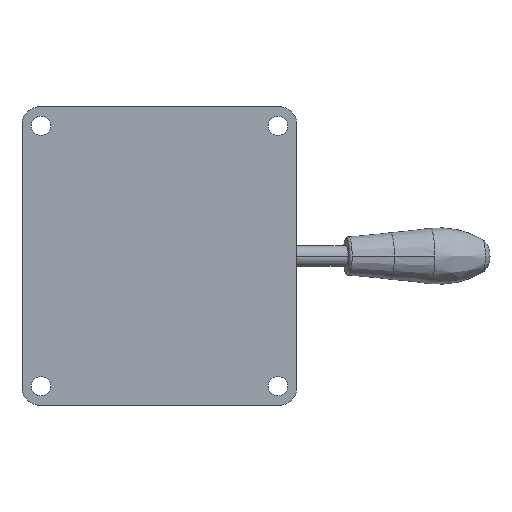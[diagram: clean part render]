
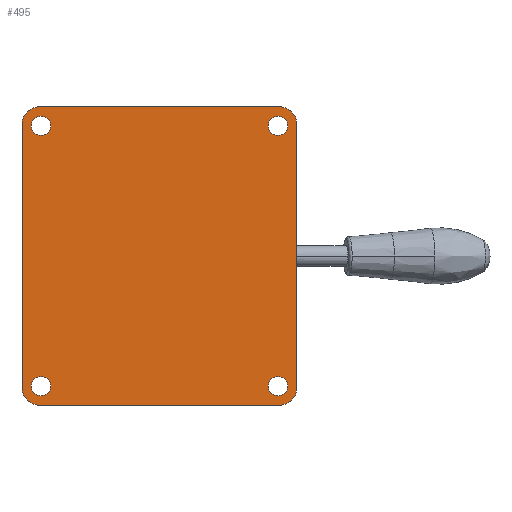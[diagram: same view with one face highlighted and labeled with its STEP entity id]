
A CAD part, front view. The second image highlights one B-rep face of the part: STEP entity #495.
In plain terms, the highlighted planar face has unit normal (0, -1, 0).
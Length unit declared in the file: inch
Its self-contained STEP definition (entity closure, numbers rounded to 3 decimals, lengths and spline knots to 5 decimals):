
#6 = FACE_OUTER_BOUND ( 'NONE', #4463, .T. ) ;
#51 = DIRECTION ( 'NONE',  ( 0., 0., -1. ) ) ;
#85 = CARTESIAN_POINT ( 'NONE',  ( -1.61417, 0., -1.77165 ) ) ;
#144 = CIRCLE ( 'NONE', #5926, 0.23622 ) ;
#169 = CARTESIAN_POINT ( 'NONE',  ( -1.61417, 0., 1.77165 ) ) ;
#170 = EDGE_CURVE ( 'NONE', #470, #4772, #965, .T. ) ;
#181 = FACE_BOUND ( 'NONE', #1615, .T. ) ;
#236 = CIRCLE ( 'NONE', #6039, 0.12992 ) ;
#290 = CARTESIAN_POINT ( 'NONE',  ( 1.61417, 0., -1.77165 ) ) ;
#291 = ORIENTED_EDGE ( 'NONE', *, *, #2851, .F. ) ;
#470 = VERTEX_POINT ( 'NONE', #1691 ) ;
#479 = VECTOR ( 'NONE', #796, 39.37008 ) ;
#483 = AXIS2_PLACEMENT_3D ( 'NONE', #3982, #3953, #3943 ) ;
#495 = ADVANCED_FACE ( 'NONE', ( #5891, #2988, #5721, #181, #6 ), #6600, .F. ) ;
#570 = ORIENTED_EDGE ( 'NONE', *, *, #4337, .F. ) ;
#581 = AXIS2_PLACEMENT_3D ( 'NONE', #3188, #6765, #3699 ) ;
#593 = VECTOR ( 'NONE', #5464, 39.37008 ) ;
#640 = DIRECTION ( 'NONE',  ( 0., 0., -1. ) ) ;
#719 = DIRECTION ( 'NONE',  ( 0., 0., -1. ) ) ;
#741 = ORIENTED_EDGE ( 'NONE', *, *, #5278, .F. ) ;
#744 = CIRCLE ( 'NONE', #2184, 0.12992 ) ;
#791 = CARTESIAN_POINT ( 'NONE',  ( 1.59449, 0., -1.75197 ) ) ;
#796 = DIRECTION ( 'NONE',  ( -1., 0., 0. ) ) ;
#814 = VECTOR ( 'NONE', #3551, 39.37008 ) ;
#838 = DIRECTION ( 'NONE',  ( 0., 0., -1. ) ) ;
#839 = AXIS2_PLACEMENT_3D ( 'NONE', #3330, #3294, #3265 ) ;
#856 = LINE ( 'NONE', #930, #479 ) ;
#894 = AXIS2_PLACEMENT_3D ( 'NONE', #169, #4016, #719 ) ;
#912 = EDGE_CURVE ( 'NONE', #3837, #2483, #856, .T. ) ;
#921 = CARTESIAN_POINT ( 'NONE',  ( -1.59449, 0., -1.75197 ) ) ;
#930 = CARTESIAN_POINT ( 'NONE',  ( 0., 0., -2.00787 ) ) ;
#965 = CIRCLE ( 'NONE', #6841, 0.12992 ) ;
#1054 = EDGE_CURVE ( 'NONE', #1690, #5508, #2582, .T. ) ;
#1060 = ORIENTED_EDGE ( 'NONE', *, *, #6238, .F. ) ;
#1067 = CARTESIAN_POINT ( 'NONE',  ( -1.61417, 0., -2.00787 ) ) ;
#1068 = VERTEX_POINT ( 'NONE', #4007 ) ;
#1099 = EDGE_CURVE ( 'NONE', #2064, #5898, #2400, .T. ) ;
#1157 = VERTEX_POINT ( 'NONE', #1207 ) ;
#1207 = CARTESIAN_POINT ( 'NONE',  ( -1.85039, 0., -1.77165 ) ) ;
#1363 = DIRECTION ( 'NONE',  ( 0., 0., -1. ) ) ;
#1441 = CIRCLE ( 'NONE', #581, 0.12992 ) ;
#1455 = VERTEX_POINT ( 'NONE', #4657 ) ;
#1474 = CIRCLE ( 'NONE', #2232, 0.23622 ) ;
#1487 = DIRECTION ( 'NONE',  ( 0., 0., -1. ) ) ;
#1522 = VERTEX_POINT ( 'NONE', #1710 ) ;
#1534 = CARTESIAN_POINT ( 'NONE',  ( 0., 0., 0. ) ) ;
#1567 = CARTESIAN_POINT ( 'NONE',  ( 1.59449, 0., -1.75197 ) ) ;
#1588 = ORIENTED_EDGE ( 'NONE', *, *, #5139, .F. ) ;
#1615 = EDGE_LOOP ( 'NONE', ( #2944, #5500 ) ) ;
#1631 = ORIENTED_EDGE ( 'NONE', *, *, #912, .F. ) ;
#1690 = VERTEX_POINT ( 'NONE', #3229 ) ;
#1691 = CARTESIAN_POINT ( 'NONE',  ( 1.59449, 0., 1.88189 ) ) ;
#1710 = CARTESIAN_POINT ( 'NONE',  ( 1.85039, 0., -1.77165 ) ) ;
#1778 = CARTESIAN_POINT ( 'NONE',  ( -1.85039, 0., 0. ) ) ;
#1787 = EDGE_LOOP ( 'NONE', ( #3417, #1588 ) ) ;
#1828 = CARTESIAN_POINT ( 'NONE',  ( 1.85039, 0., 0. ) ) ;
#1862 = ORIENTED_EDGE ( 'NONE', *, *, #1054, .F. ) ;
#1866 = CIRCLE ( 'NONE', #5692, 0.12992 ) ;
#1962 = CARTESIAN_POINT ( 'NONE',  ( 1.59449, 0., -1.62205 ) ) ;
#2064 = VERTEX_POINT ( 'NONE', #4641 ) ;
#2106 = LINE ( 'NONE', #1778, #593 ) ;
#2134 = DIRECTION ( 'NONE',  ( 0., 0., -1. ) ) ;
#2137 = VERTEX_POINT ( 'NONE', #5515 ) ;
#2184 = AXIS2_PLACEMENT_3D ( 'NONE', #921, #4718, #1487 ) ;
#2232 = AXIS2_PLACEMENT_3D ( 'NONE', #6414, #3342, #6921 ) ;
#2237 = EDGE_CURVE ( 'NONE', #1455, #2837, #1866, .T. ) ;
#2274 = DIRECTION ( 'NONE',  ( 0., 0., -1. ) ) ;
#2286 = DIRECTION ( 'NONE',  ( 0., -1., 0. ) ) ;
#2293 = CARTESIAN_POINT ( 'NONE',  ( 1.59449, 0., 1.75197 ) ) ;
#2400 = CIRCLE ( 'NONE', #839, 0.12992 ) ;
#2431 = CARTESIAN_POINT ( 'NONE',  ( -1.59449, 0., -1.62205 ) ) ;
#2483 = VERTEX_POINT ( 'NONE', #1067 ) ;
#2582 = CIRCLE ( 'NONE', #483, 0.12992 ) ;
#2635 = ORIENTED_EDGE ( 'NONE', *, *, #5056, .F. ) ;
#2837 = VERTEX_POINT ( 'NONE', #1962 ) ;
#2851 = EDGE_CURVE ( 'NONE', #1522, #3837, #5558, .T. ) ;
#2887 = CARTESIAN_POINT ( 'NONE',  ( 1.59449, 0., 1.62205 ) ) ;
#2944 = ORIENTED_EDGE ( 'NONE', *, *, #6357, .F. ) ;
#2988 = FACE_BOUND ( 'NONE', #5660, .T. ) ;
#3016 = VERTEX_POINT ( 'NONE', #4730 ) ;
#3188 = CARTESIAN_POINT ( 'NONE',  ( 1.59449, 0., 1.75197 ) ) ;
#3229 = CARTESIAN_POINT ( 'NONE',  ( -1.59449, 0., -1.88189 ) ) ;
#3265 = DIRECTION ( 'NONE',  ( 0., 0., -1. ) ) ;
#3294 = DIRECTION ( 'NONE',  ( 0., -1., 0. ) ) ;
#3330 = CARTESIAN_POINT ( 'NONE',  ( -1.59449, 0., 1.75197 ) ) ;
#3342 = DIRECTION ( 'NONE',  ( 0., 1., 0. ) ) ;
#3372 = CARTESIAN_POINT ( 'NONE',  ( -1.61417, 0., 2.00787 ) ) ;
#3389 = DIRECTION ( 'NONE',  ( 0., -1., 0. ) ) ;
#3417 = ORIENTED_EDGE ( 'NONE', *, *, #2237, .F. ) ;
#3450 = ORIENTED_EDGE ( 'NONE', *, *, #3547, .F. ) ;
#3547 = EDGE_CURVE ( 'NONE', #1157, #2137, #2106, .T. ) ;
#3551 = DIRECTION ( 'NONE',  ( 1., 0., 0. ) ) ;
#3609 = EDGE_CURVE ( 'NONE', #1068, #1522, #4279, .T. ) ;
#3699 = DIRECTION ( 'NONE',  ( 0., 0., -1. ) ) ;
#3716 = ORIENTED_EDGE ( 'NONE', *, *, #3999, .F. ) ;
#3762 = LINE ( 'NONE', #5075, #814 ) ;
#3837 = VERTEX_POINT ( 'NONE', #5263 ) ;
#3892 = ORIENTED_EDGE ( 'NONE', *, *, #5319, .F. ) ;
#3937 = DIRECTION ( 'NONE',  ( 0., 1., 0. ) ) ;
#3943 = DIRECTION ( 'NONE',  ( 0., 0., -1. ) ) ;
#3953 = DIRECTION ( 'NONE',  ( 0., -1., 0. ) ) ;
#3982 = CARTESIAN_POINT ( 'NONE',  ( -1.59449, 0., -1.75197 ) ) ;
#3999 = EDGE_CURVE ( 'NONE', #2137, #5265, #6441, .T. ) ;
#4007 = CARTESIAN_POINT ( 'NONE',  ( 1.85039, 0., 1.77165 ) ) ;
#4016 = DIRECTION ( 'NONE',  ( 0., 1., 0. ) ) ;
#4117 = DIRECTION ( 'NONE',  ( 0., 1., 0. ) ) ;
#4207 = AXIS2_PLACEMENT_3D ( 'NONE', #6451, #3389, #51 ) ;
#4279 = LINE ( 'NONE', #1828, #5629 ) ;
#4337 = EDGE_CURVE ( 'NONE', #3016, #1068, #1474, .T. ) ;
#4463 = EDGE_LOOP ( 'NONE', ( #3892, #1631, #291, #6881, #570, #1060, #3716, #3450 ) ) ;
#4596 = DIRECTION ( 'NONE',  ( 0., -1., 0. ) ) ;
#4641 = CARTESIAN_POINT ( 'NONE',  ( -1.59449, 0., 1.88189 ) ) ;
#4657 = CARTESIAN_POINT ( 'NONE',  ( 1.59449, 0., -1.88189 ) ) ;
#4718 = DIRECTION ( 'NONE',  ( 0., -1., 0. ) ) ;
#4730 = CARTESIAN_POINT ( 'NONE',  ( 1.61417, 0., 2.00787 ) ) ;
#4772 = VERTEX_POINT ( 'NONE', #2887 ) ;
#4994 = DIRECTION ( 'NONE',  ( 0., 0., -1. ) ) ;
#5000 = DIRECTION ( 'NONE',  ( 0., 0., 1. ) ) ;
#5056 = EDGE_CURVE ( 'NONE', #5508, #1690, #744, .T. ) ;
#5075 = CARTESIAN_POINT ( 'NONE',  ( 0., 0., 2.00787 ) ) ;
#5139 = EDGE_CURVE ( 'NONE', #2837, #1455, #236, .T. ) ;
#5208 = AXIS2_PLACEMENT_3D ( 'NONE', #1534, #5224, #5000 ) ;
#5224 = DIRECTION ( 'NONE',  ( 0., 1., 0. ) ) ;
#5263 = CARTESIAN_POINT ( 'NONE',  ( 1.61417, 0., -2.00787 ) ) ;
#5265 = VERTEX_POINT ( 'NONE', #3372 ) ;
#5278 = EDGE_CURVE ( 'NONE', #5898, #2064, #6176, .T. ) ;
#5287 = DIRECTION ( 'NONE',  ( 0., -1., 0. ) ) ;
#5319 = EDGE_CURVE ( 'NONE', #2483, #1157, #144, .T. ) ;
#5464 = DIRECTION ( 'NONE',  ( 0., 0., 1. ) ) ;
#5500 = ORIENTED_EDGE ( 'NONE', *, *, #170, .F. ) ;
#5508 = VERTEX_POINT ( 'NONE', #2431 ) ;
#5515 = CARTESIAN_POINT ( 'NONE',  ( -1.85039, 0., 1.77165 ) ) ;
#5558 = CIRCLE ( 'NONE', #6198, 0.23622 ) ;
#5629 = VECTOR ( 'NONE', #4994, 39.37008 ) ;
#5660 = EDGE_LOOP ( 'NONE', ( #741, #6418 ) ) ;
#5692 = AXIS2_PLACEMENT_3D ( 'NONE', #791, #4596, #1363 ) ;
#5721 = FACE_BOUND ( 'NONE', #1787, .T. ) ;
#5750 = EDGE_LOOP ( 'NONE', ( #1862, #2635 ) ) ;
#5891 = FACE_BOUND ( 'NONE', #5750, .T. ) ;
#5898 = VERTEX_POINT ( 'NONE', #6265 ) ;
#5926 = AXIS2_PLACEMENT_3D ( 'NONE', #85, #3937, #640 ) ;
#6039 = AXIS2_PLACEMENT_3D ( 'NONE', #1567, #5287, #2134 ) ;
#6176 = CIRCLE ( 'NONE', #4207, 0.12992 ) ;
#6198 = AXIS2_PLACEMENT_3D ( 'NONE', #290, #4117, #838 ) ;
#6238 = EDGE_CURVE ( 'NONE', #5265, #3016, #3762, .T. ) ;
#6265 = CARTESIAN_POINT ( 'NONE',  ( -1.59449, 0., 1.62205 ) ) ;
#6357 = EDGE_CURVE ( 'NONE', #4772, #470, #1441, .T. ) ;
#6414 = CARTESIAN_POINT ( 'NONE',  ( 1.61417, 0., 1.77165 ) ) ;
#6418 = ORIENTED_EDGE ( 'NONE', *, *, #1099, .F. ) ;
#6441 = CIRCLE ( 'NONE', #894, 0.23622 ) ;
#6451 = CARTESIAN_POINT ( 'NONE',  ( -1.59449, 0., 1.75197 ) ) ;
#6600 = PLANE ( 'NONE',  #5208 ) ;
#6765 = DIRECTION ( 'NONE',  ( 0., -1., 0. ) ) ;
#6841 = AXIS2_PLACEMENT_3D ( 'NONE', #2293, #2286, #2274 ) ;
#6881 = ORIENTED_EDGE ( 'NONE', *, *, #3609, .F. ) ;
#6921 = DIRECTION ( 'NONE',  ( 0., 0., -1. ) ) ;
